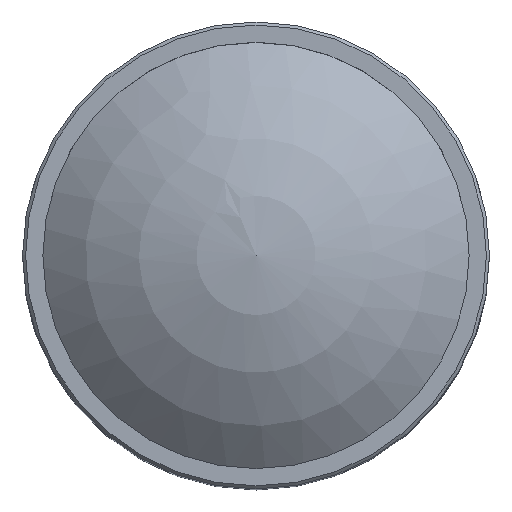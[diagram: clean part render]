
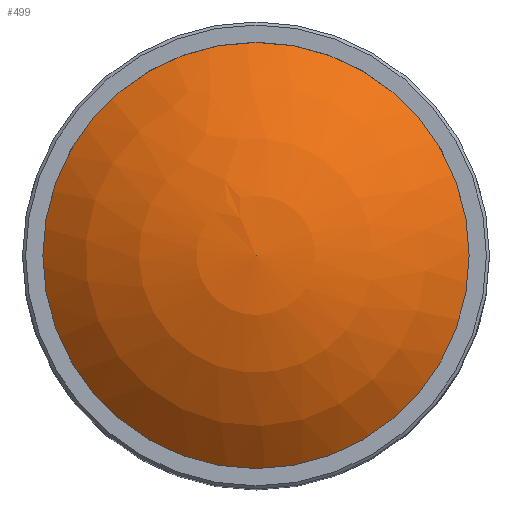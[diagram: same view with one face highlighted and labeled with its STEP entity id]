
A CAD part, top view. The second image highlights one B-rep face of the part: STEP entity #499.
In plain terms, the highlighted spherical face has radius 31.209 mm.
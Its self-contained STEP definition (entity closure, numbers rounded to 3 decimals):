
#65 = SPHERICAL_SURFACE ( 'NONE', #550, 31.21 ) ;
#202 = DIRECTION ( 'NONE',  ( 0., 0., 1. ) ) ;
#257 = FACE_OUTER_BOUND ( 'NONE', #571, .T. ) ;
#312 = AXIS2_PLACEMENT_3D ( 'NONE', #334, #482, #776 ) ;
#322 = DIRECTION ( 'NONE',  ( -0.383, 0.924, 0. ) ) ;
#334 = CARTESIAN_POINT ( 'NONE',  ( 0., 0., -541. ) ) ;
#379 = CARTESIAN_POINT ( 'NONE',  ( 8.217, -19.816, -541. ) ) ;
#397 = CARTESIAN_POINT ( 'NONE',  ( 0., 0., -563.668 ) ) ;
#458 = VERTEX_POINT ( 'NONE', #379 ) ;
#482 = DIRECTION ( 'NONE',  ( 0., 0., -1. ) ) ;
#499 = ADVANCED_FACE ( 'NONE', ( #257 ), #65, .T. ) ;
#550 = AXIS2_PLACEMENT_3D ( 'NONE', #397, #202, #322 ) ;
#571 = EDGE_LOOP ( 'NONE', ( #575 ) ) ;
#575 = ORIENTED_EDGE ( 'NONE', *, *, #662, .F. ) ;
#662 = EDGE_CURVE ( 'NONE', #458, #458, #817, .T. ) ;
#776 = DIRECTION ( 'NONE',  ( 0.383, -0.924, 0. ) ) ;
#817 = CIRCLE ( 'NONE', #312, 21.452 ) ;
